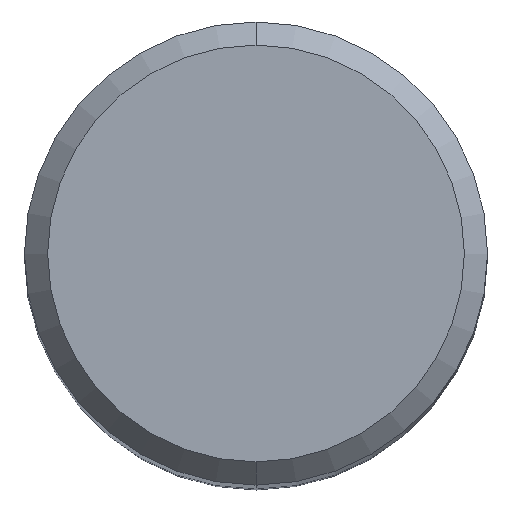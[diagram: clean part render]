
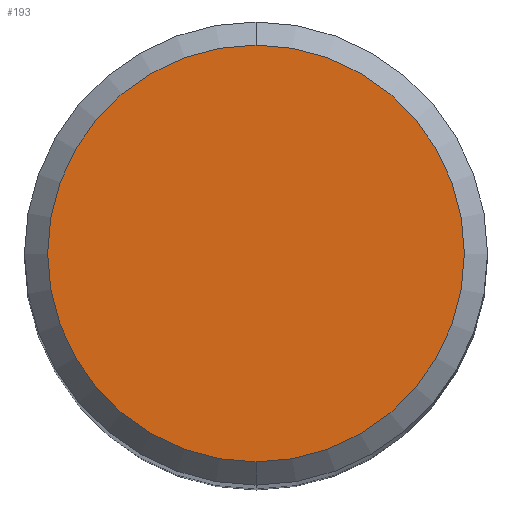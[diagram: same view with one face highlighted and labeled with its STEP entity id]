
A CAD part, top view. The second image highlights one B-rep face of the part: STEP entity #193.
In plain terms, the highlighted planar face has unit normal (0, 0, 1).
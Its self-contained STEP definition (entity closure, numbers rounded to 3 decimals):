
#113=EDGE_CURVE('',#215,#167,#266,.T.);
#167=VERTEX_POINT('',#328);
#193=ADVANCED_FACE('',(#355),#356,.T.);
#215=VERTEX_POINT('',#381);
#221=EDGE_CURVE('',#167,#215,#388,.T.);
#266=CIRCLE('',#431,3.6);
#328=CARTESIAN_POINT('',(0.,-3.6,0.0));
#355=FACE_OUTER_BOUND('',#544,.T.);
#356=PLANE('',#545);
#381=CARTESIAN_POINT('',(0.0,3.6,0.0));
#388=CIRCLE('',#587,3.6);
#431=AXIS2_PLACEMENT_3D('',#624,#625,#626);
#544=EDGE_LOOP('',(#732,#733));
#545=AXIS2_PLACEMENT_3D('',#734,#735,#736);
#587=AXIS2_PLACEMENT_3D('',#780,#781,#782);
#624=CARTESIAN_POINT('',(0.0,0.0,0.0));
#625=DIRECTION('',(0.0,0.0,-1.0));
#626=DIRECTION('',(0.0,1.0,0.0));
#732=ORIENTED_EDGE('',*,*,#113,.F.);
#733=ORIENTED_EDGE('',*,*,#221,.F.);
#734=CARTESIAN_POINT('',(0.0,1.8,0.0));
#735=DIRECTION('',(-0.0,0.0,1.0));
#736=DIRECTION('',(0.0,-1.0,0.0));
#780=CARTESIAN_POINT('',(0.0,0.0,0.0));
#781=DIRECTION('',(0.0,0.0,-1.0));
#782=DIRECTION('',(0.0,1.0,0.0));
